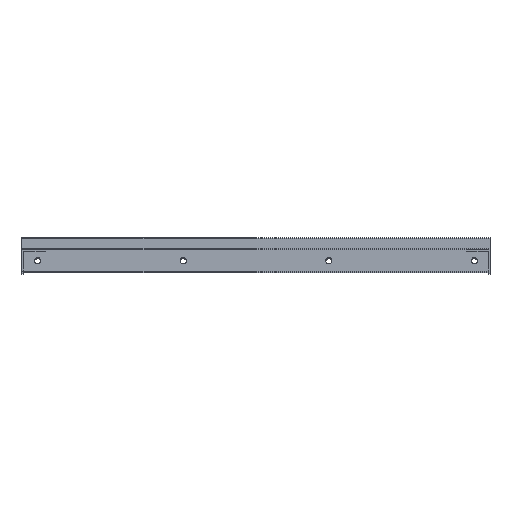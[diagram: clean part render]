
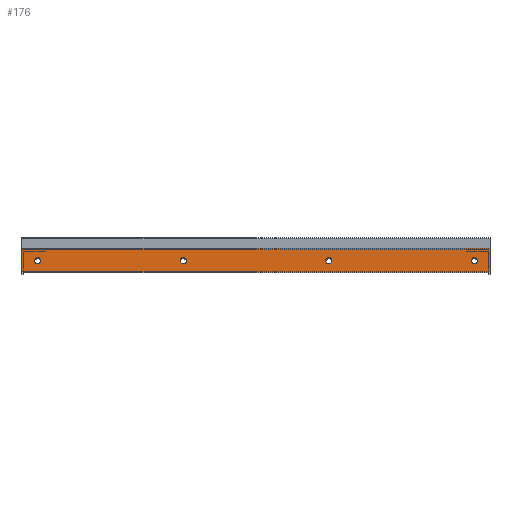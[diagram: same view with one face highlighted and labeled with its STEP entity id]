
A CAD part, top view. The second image highlights one B-rep face of the part: STEP entity #176.
In plain terms, the highlighted planar face has unit normal (0, 0, 1).
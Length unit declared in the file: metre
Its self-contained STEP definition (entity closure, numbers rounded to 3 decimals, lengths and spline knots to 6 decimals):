
#176 = ADVANCED_FACE( '', ( #306, #307, #308, #309, #310 ), #311, .T. );
#306 = FACE_BOUND( '', #498, .T. );
#307 = FACE_BOUND( '', #499, .T. );
#308 = FACE_BOUND( '', #500, .T. );
#309 = FACE_OUTER_BOUND( '', #501, .T. );
#310 = FACE_BOUND( '', #502, .T. );
#311 = PLANE( '', #503 );
#498 = EDGE_LOOP( '', ( #849 ) );
#499 = EDGE_LOOP( '', ( #850 ) );
#500 = EDGE_LOOP( '', ( #851 ) );
#501 = EDGE_LOOP( '', ( #852, #853, #854, #855 ) );
#502 = EDGE_LOOP( '', ( #856 ) );
#503 = AXIS2_PLACEMENT_3D( '', #857, #858, #859 );
#849 = ORIENTED_EDGE( '', *, *, #1279, .T. );
#850 = ORIENTED_EDGE( '', *, *, #1295, .T. );
#851 = ORIENTED_EDGE( '', *, *, #1296, .T. );
#852 = ORIENTED_EDGE( '', *, *, #1297, .F. );
#853 = ORIENTED_EDGE( '', *, *, #1298, .F. );
#854 = ORIENTED_EDGE( '', *, *, #1294, .T. );
#855 = ORIENTED_EDGE( '', *, *, #1299, .T. );
#856 = ORIENTED_EDGE( '', *, *, #1300, .T. );
#857 = CARTESIAN_POINT( '', ( 0., 0.08, 2.005 ) );
#858 = DIRECTION( '', ( 0., 0., 1. ) );
#859 = DIRECTION( '', ( 0., 1., 0. ) );
#1279 = EDGE_CURVE( '', #1507, #1507, #1508, .F. );
#1294 = EDGE_CURVE( '', #1531, #1534, #1536, .T. );
#1295 = EDGE_CURVE( '', #1537, #1537, #1538, .F. );
#1296 = EDGE_CURVE( '', #1539, #1539, #1540, .F. );
#1297 = EDGE_CURVE( '', #1541, #1542, #1543, .T. );
#1298 = EDGE_CURVE( '', #1531, #1541, #1544, .T. );
#1299 = EDGE_CURVE( '', #1534, #1542, #1545, .T. );
#1300 = EDGE_CURVE( '', #1546, #1546, #1547, .F. );
#1507 = VERTEX_POINT( '', #1873 );
#1508 = CIRCLE( '', #1874, 0.01 );
#1531 = VERTEX_POINT( '', #1904 );
#1534 = VERTEX_POINT( '', #1909 );
#1536 = LINE( '', #1912, #1913 );
#1537 = VERTEX_POINT( '', #1914 );
#1538 = CIRCLE( '', #1915, 0.01 );
#1539 = VERTEX_POINT( '', #1916 );
#1540 = CIRCLE( '', #1917, 0.01 );
#1541 = VERTEX_POINT( '', #1918 );
#1542 = VERTEX_POINT( '', #1919 );
#1543 = LINE( '', #1920, #1921 );
#1544 = LINE( '', #1922, #1923 );
#1545 = LINE( '', #1924, #1925 );
#1546 = VERTEX_POINT( '', #1926 );
#1547 = CIRCLE( '', #1927, 0.01 );
#1873 = CARTESIAN_POINT( '', ( 0.517, 0.03, 2.005 ) );
#1874 = AXIS2_PLACEMENT_3D( '', #2271, #2272, #2273 );
#1904 = CARTESIAN_POINT( '', ( 0., 0.08, 2.005 ) );
#1909 = CARTESIAN_POINT( '', ( 0., 0.005, 2.005 ) );
#1912 = CARTESIAN_POINT( '', ( 0., 0.08, 2.005 ) );
#1913 = VECTOR( '', #2296, 1. );
#1914 = CARTESIAN_POINT( '', ( 0.9835, 0.03, 2.005 ) );
#1915 = AXIS2_PLACEMENT_3D( '', #2297, #2298, #2299 );
#1916 = CARTESIAN_POINT( '', ( 0.05, 0.03, 2.005 ) );
#1917 = AXIS2_PLACEMENT_3D( '', #2300, #2301, #2302 );
#1918 = CARTESIAN_POINT( '', ( 1.5, 0.08, 2.005 ) );
#1919 = CARTESIAN_POINT( '', ( 1.5, 0.005, 2.005 ) );
#1920 = CARTESIAN_POINT( '', ( 1.5, 0.08, 2.005 ) );
#1921 = VECTOR( '', #2303, 1. );
#1922 = CARTESIAN_POINT( '', ( 0., 0.08, 2.005 ) );
#1923 = VECTOR( '', #2304, 1. );
#1924 = CARTESIAN_POINT( '', ( 0., 0.005, 2.005 ) );
#1925 = VECTOR( '', #2305, 1. );
#1926 = CARTESIAN_POINT( '', ( 1.45, 0.03, 2.005 ) );
#1927 = AXIS2_PLACEMENT_3D( '', #2306, #2307, #2308 );
#2271 = CARTESIAN_POINT( '', ( 0.517, 0.04, 2.005 ) );
#2272 = DIRECTION( '', ( 0., 0., 1. ) );
#2273 = DIRECTION( '', ( 0., -1., 0. ) );
#2296 = DIRECTION( '', ( 0., -1., 0. ) );
#2297 = CARTESIAN_POINT( '', ( 0.9835, 0.04, 2.005 ) );
#2298 = DIRECTION( '', ( 0., 0., 1. ) );
#2299 = DIRECTION( '', ( 0., -1., 0. ) );
#2300 = CARTESIAN_POINT( '', ( 0.05, 0.04, 2.005 ) );
#2301 = DIRECTION( '', ( 0., 0., 1. ) );
#2302 = DIRECTION( '', ( 0., -1., 0. ) );
#2303 = DIRECTION( '', ( 0., -1., 0. ) );
#2304 = DIRECTION( '', ( 1., 0., 0. ) );
#2305 = DIRECTION( '', ( 1., 0., 0. ) );
#2306 = CARTESIAN_POINT( '', ( 1.45, 0.04, 2.005 ) );
#2307 = DIRECTION( '', ( 0., 0., 1. ) );
#2308 = DIRECTION( '', ( 0., -1., 0. ) );
